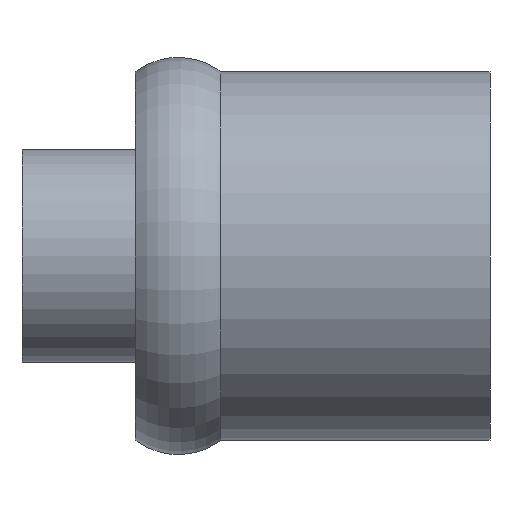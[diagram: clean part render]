
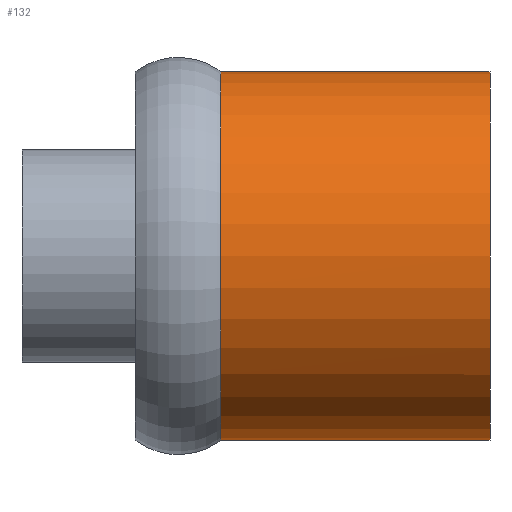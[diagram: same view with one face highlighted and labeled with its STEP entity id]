
A CAD part, left-side view. The second image highlights one B-rep face of the part: STEP entity #132.
In plain terms, the highlighted cylindrical face has radius 13 mm (diameter 26 mm), a full revolution.
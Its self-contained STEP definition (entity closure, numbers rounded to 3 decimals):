
#112=FACE_BOUND('',#201,.T.);
#113=FACE_BOUND('',#202,.T.);
#132=ADVANCED_FACE('',(#112,#113),#158,.T.);
#158=CYLINDRICAL_SURFACE('',#611,13.);
#201=EDGE_LOOP('',(#352,#353));
#202=EDGE_LOOP('',(#354));
#289=CIRCLE('',#607,13.);
#290=CIRCLE('',#609,13.);
#291=CIRCLE('',#610,13.);
#352=ORIENTED_EDGE('',*,*,#533,.T.);
#353=ORIENTED_EDGE('',*,*,#530,.T.);
#354=ORIENTED_EDGE('',*,*,#534,.F.);
#472=VERTEX_POINT('',#2086);
#473=VERTEX_POINT('',#2087);
#474=VERTEX_POINT('',#2111);
#530=EDGE_CURVE('',#472,#473,#289,.T.);
#533=EDGE_CURVE('',#473,#472,#290,.T.);
#534=EDGE_CURVE('',#474,#474,#291,.T.);
#607=AXIS2_PLACEMENT_3D('',#2085,#682,#683);
#609=AXIS2_PLACEMENT_3D('',#2109,#686,#687);
#610=AXIS2_PLACEMENT_3D('',#2110,#688,#689);
#611=AXIS2_PLACEMENT_3D('',#2112,#690,#691);
#682=DIRECTION('',(0.,-1.,0.));
#683=DIRECTION('',(0.,0.,-1.));
#686=DIRECTION('',(0.,-1.,0.));
#687=DIRECTION('',(0.,0.,-1.));
#688=DIRECTION('',(0.,-1.,0.));
#689=DIRECTION('',(0.,0.,-1.));
#690=DIRECTION('',(0.,-1.,0.));
#691=DIRECTION('',(0.,0.,-1.));
#2085=CARTESIAN_POINT('',(120.,52.,0.));
#2086=CARTESIAN_POINT('',(122.281,52.,12.798));
#2087=CARTESIAN_POINT('',(122.281,52.,-12.798));
#2109=CARTESIAN_POINT('',(120.,52.,0.));
#2110=CARTESIAN_POINT('',(120.,33.,0.));
#2111=CARTESIAN_POINT('',(120.,33.,-13.));
#2112=CARTESIAN_POINT('',(120.,25.5,0.));
